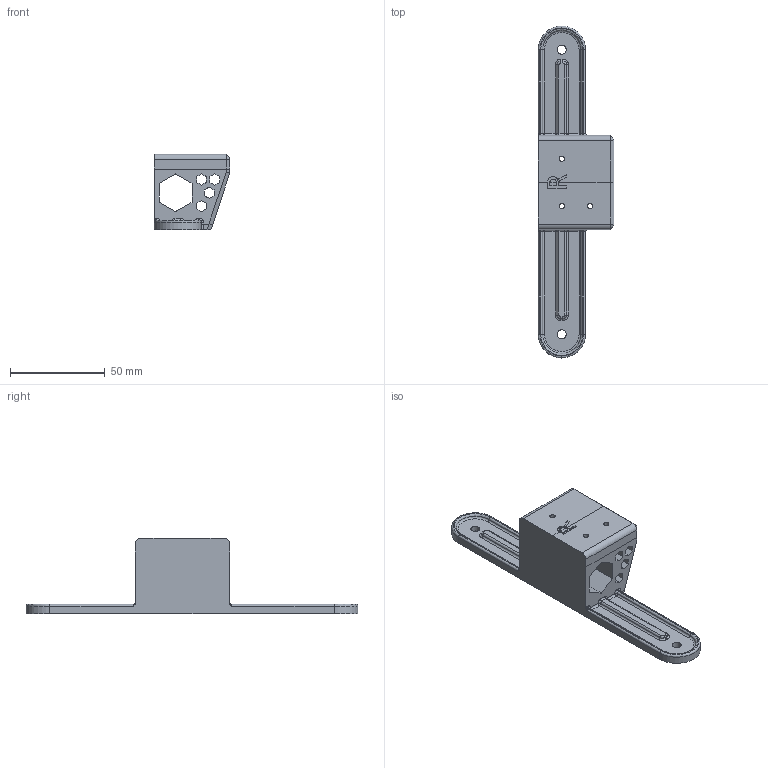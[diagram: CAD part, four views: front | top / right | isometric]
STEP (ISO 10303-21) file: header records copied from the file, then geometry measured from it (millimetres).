
FILE_DESCRIPTION(/* description */ (''),/* implementation_level */ '2;1');
FILE_NAME(/* name */ 'Right Mount.step',/* time_stamp */ '2022-11-06T01:20:40-05:00',/* author */ (''),/* organization */ (''),/* preprocessor_version */ 'ST-DEVELOPER v19.2',/* originating_system */ 'Autodesk Translation Framework v11.17.0.187',/* authorisation */ '');
FILE_SCHEMA (('AUTOMOTIVE_DESIGN { 1 0 10303 214 3 1 1 }'));
Length unit declared in the file: millimetre
Products named in the file (1): Right Mount
Bounding box: 40 x 175 x 39.85 mm (x, y, z)
Volume: 64338 mm3; surface area: 24148.8 mm2
Topology: 1 solids, 1 shells, 189 faces, 515 edges, 319 vertices
Faces by surface type: plane 77, cylinder 55, bspline 36, torus 11, sphere 8, cone 2
Full cylindrical faces by diameter (mm): 2.8 x11, 4.72 x2
Entity records: 6699 total; most frequent: CARTESIAN_POINT 1918, ORIENTED_EDGE 1030, DIRECTION 939, EDGE_CURVE 515, VERTEX_POINT 319, AXIS2_PLACEMENT_3D 318, LINE 303, VECTOR 303
